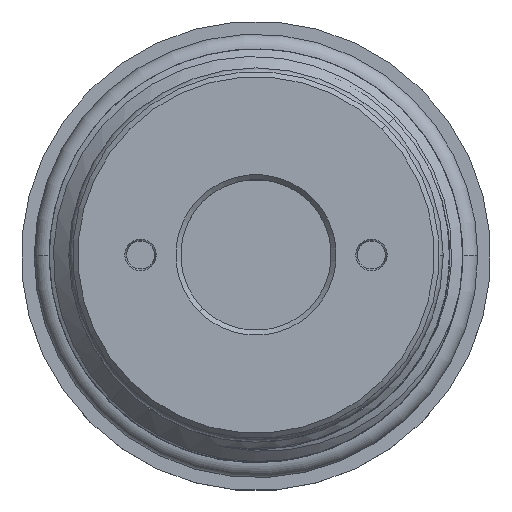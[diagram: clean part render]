
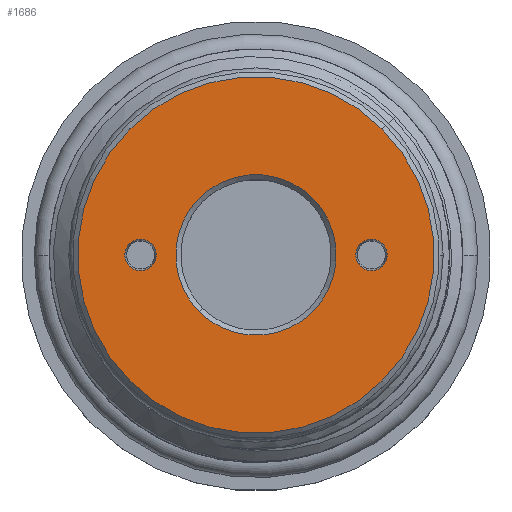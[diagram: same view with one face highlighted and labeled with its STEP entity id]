
A CAD part, top view. The second image highlights one B-rep face of the part: STEP entity #1686.
In plain terms, the highlighted planar face has unit normal (0, 0, 1).
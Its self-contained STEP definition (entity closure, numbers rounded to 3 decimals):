
#329 = CIRCLE ( 'NONE', #12673, 17.76 ) ;
#567 = EDGE_CURVE ( 'NONE', #9212, #9069, #9495, .T. ) ;
#682 = DIRECTION ( 'NONE',  ( -0.707, -0.707, 0. ) ) ;
#709 = VERTEX_POINT ( 'NONE', #9366 ) ;
#771 = FACE_BOUND ( 'NONE', #1062, .T. ) ;
#852 = ORIENTED_EDGE ( 'NONE', *, *, #567, .T. ) ;
#1062 = EDGE_LOOP ( 'NONE', ( #12619, #8371 ) ) ;
#1194 = EDGE_LOOP ( 'NONE', ( #12777, #9402 ) ) ;
#1313 = EDGE_CURVE ( 'NONE', #13204, #3948, #9315, .T. ) ;
#1686 = ADVANCED_FACE ( 'NONE', ( #8968, #13138, #7233, #771 ), #11024, .F. ) ;
#2417 = EDGE_CURVE ( 'NONE', #3948, #13204, #6089, .T. ) ;
#2671 = AXIS2_PLACEMENT_3D ( 'NONE', #6855, #9939, #682 ) ;
#3129 = VERTEX_POINT ( 'NONE', #4033 ) ;
#3146 = CARTESIAN_POINT ( 'NONE',  ( -12.558, -12.558, 78.2 ) ) ;
#3160 = DIRECTION ( 'NONE',  ( 0., 0., -1. ) ) ;
#3777 = DIRECTION ( 'NONE',  ( -0.707, -0.707, 0. ) ) ;
#3858 = CIRCLE ( 'NONE', #5504, 8. ) ;
#3948 = VERTEX_POINT ( 'NONE', #12806 ) ;
#3971 = AXIS2_PLACEMENT_3D ( 'NONE', #12440, #9278, #10299 ) ;
#4033 = CARTESIAN_POINT ( 'NONE',  ( -12.604, -1.104, 78.2 ) ) ;
#4094 = CARTESIAN_POINT ( 'NONE',  ( -11.5, 0., 78.2 ) ) ;
#4909 = DIRECTION ( 'NONE',  ( 0., 0., -1. ) ) ;
#4958 = CARTESIAN_POINT ( 'NONE',  ( 12.558, 12.558, 78.2 ) ) ;
#5150 = AXIS2_PLACEMENT_3D ( 'NONE', #4094, #6156, #8228 ) ;
#5188 = AXIS2_PLACEMENT_3D ( 'NONE', #11394, #9636, #11621 ) ;
#5504 = AXIS2_PLACEMENT_3D ( 'NONE', #8807, #12845, #9825 ) ;
#5724 = VERTEX_POINT ( 'NONE', #9181 ) ;
#6040 = CARTESIAN_POINT ( 'NONE',  ( 0., 0., 78.2 ) ) ;
#6089 = CIRCLE ( 'NONE', #10360, 1.561 ) ;
#6156 = DIRECTION ( 'NONE',  ( 0., 0., -1. ) ) ;
#6308 = EDGE_CURVE ( 'NONE', #3129, #5724, #9399, .T. ) ;
#6383 = AXIS2_PLACEMENT_3D ( 'NONE', #6040, #12945, #7784 ) ;
#6840 = CARTESIAN_POINT ( 'NONE',  ( 11.5, 0., 78.2 ) ) ;
#6855 = CARTESIAN_POINT ( 'NONE',  ( -11.5, 0., 78.2 ) ) ;
#6863 = ORIENTED_EDGE ( 'NONE', *, *, #10256, .T. ) ;
#7136 = CARTESIAN_POINT ( 'NONE',  ( -5.657, -5.657, 78.2 ) ) ;
#7233 = FACE_BOUND ( 'NONE', #1194, .T. ) ;
#7309 = ORIENTED_EDGE ( 'NONE', *, *, #10718, .T. ) ;
#7407 = EDGE_LOOP ( 'NONE', ( #12582, #7309 ) ) ;
#7477 = AXIS2_PLACEMENT_3D ( 'NONE', #10212, #3160, #11312 ) ;
#7784 = DIRECTION ( 'NONE',  ( -0.707, -0.707, 0. ) ) ;
#8228 = DIRECTION ( 'NONE',  ( -0.707, -0.707, 0. ) ) ;
#8371 = ORIENTED_EDGE ( 'NONE', *, *, #6308, .T. ) ;
#8461 = EDGE_CURVE ( 'NONE', #5724, #3129, #13024, .T. ) ;
#8807 = CARTESIAN_POINT ( 'NONE',  ( 0., 0., 78.2 ) ) ;
#8968 = FACE_BOUND ( 'NONE', #7407, .T. ) ;
#9069 = VERTEX_POINT ( 'NONE', #4958 ) ;
#9168 = EDGE_LOOP ( 'NONE', ( #852, #6863 ) ) ;
#9181 = CARTESIAN_POINT ( 'NONE',  ( -10.396, 1.104, 78.2 ) ) ;
#9212 = VERTEX_POINT ( 'NONE', #3146 ) ;
#9278 = DIRECTION ( 'NONE',  ( 0., 0., -1. ) ) ;
#9315 = CIRCLE ( 'NONE', #3971, 1.561 ) ;
#9366 = CARTESIAN_POINT ( 'NONE',  ( 5.657, 5.657, 78.2 ) ) ;
#9399 = CIRCLE ( 'NONE', #5150, 1.561 ) ;
#9402 = ORIENTED_EDGE ( 'NONE', *, *, #2417, .T. ) ;
#9495 = CIRCLE ( 'NONE', #6383, 17.76 ) ;
#9518 = CARTESIAN_POINT ( 'NONE',  ( 10.396, -1.104, 78.2 ) ) ;
#9636 = DIRECTION ( 'NONE',  ( 0., 0., -1. ) ) ;
#9825 = DIRECTION ( 'NONE',  ( -0.707, -0.707, 0. ) ) ;
#9939 = DIRECTION ( 'NONE',  ( 0., 0., -1. ) ) ;
#10212 = CARTESIAN_POINT ( 'NONE',  ( 0., 0., 78.2 ) ) ;
#10256 = EDGE_CURVE ( 'NONE', #9069, #9212, #329, .T. ) ;
#10299 = DIRECTION ( 'NONE',  ( 0.707, 0.707, 0. ) ) ;
#10360 = AXIS2_PLACEMENT_3D ( 'NONE', #6840, #4909, #12074 ) ;
#10718 = EDGE_CURVE ( 'NONE', #12793, #709, #3858, .T. ) ;
#11021 = CARTESIAN_POINT ( 'NONE',  ( 0., 0., 78.2 ) ) ;
#11024 = PLANE ( 'NONE',  #5188 ) ;
#11116 = DIRECTION ( 'NONE',  ( 0., 0., 1. ) ) ;
#11221 = CIRCLE ( 'NONE', #7477, 8. ) ;
#11312 = DIRECTION ( 'NONE',  ( -0.707, -0.707, 0. ) ) ;
#11394 = CARTESIAN_POINT ( 'NONE',  ( -12.912, 12.912, 78.2 ) ) ;
#11621 = DIRECTION ( 'NONE',  ( -0.707, -0.707, 0. ) ) ;
#11658 = EDGE_CURVE ( 'NONE', #709, #12793, #11221, .T. ) ;
#12074 = DIRECTION ( 'NONE',  ( 0.707, 0.707, 0. ) ) ;
#12440 = CARTESIAN_POINT ( 'NONE',  ( 11.5, 0., 78.2 ) ) ;
#12582 = ORIENTED_EDGE ( 'NONE', *, *, #11658, .T. ) ;
#12619 = ORIENTED_EDGE ( 'NONE', *, *, #8461, .T. ) ;
#12673 = AXIS2_PLACEMENT_3D ( 'NONE', #11021, #11116, #3777 ) ;
#12777 = ORIENTED_EDGE ( 'NONE', *, *, #1313, .T. ) ;
#12793 = VERTEX_POINT ( 'NONE', #7136 ) ;
#12806 = CARTESIAN_POINT ( 'NONE',  ( 12.604, 1.104, 78.2 ) ) ;
#12845 = DIRECTION ( 'NONE',  ( 0., 0., -1. ) ) ;
#12945 = DIRECTION ( 'NONE',  ( 0., 0., 1. ) ) ;
#13024 = CIRCLE ( 'NONE', #2671, 1.561 ) ;
#13138 = FACE_OUTER_BOUND ( 'NONE', #9168, .T. ) ;
#13204 = VERTEX_POINT ( 'NONE', #9518 ) ;
